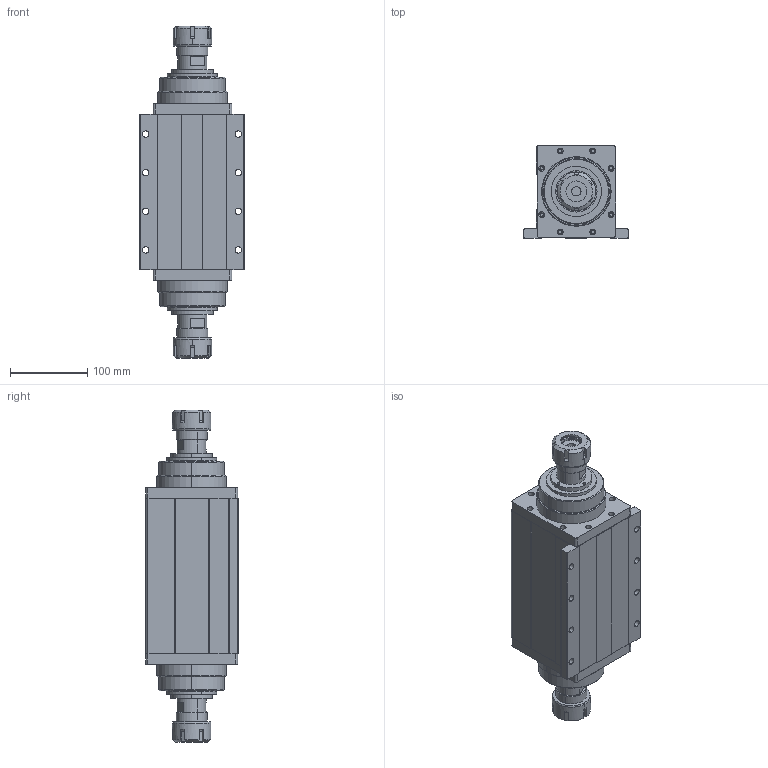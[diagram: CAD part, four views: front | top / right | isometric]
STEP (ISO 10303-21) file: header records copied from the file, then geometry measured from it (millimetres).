
FILE_DESCRIPTION (( 'STEP AP214' ), '1' );
FILE_NAME ('GDF60-18Z-3.STEP', '2021-05-12T00:33:48', ( '萇齟' ), ( '' ), 'SwSTEP 2.0', 'SolidWorks 2018', '' );
FILE_SCHEMA (( 'AUTOMOTIVE_DESIGN' ));
Length unit declared in the file: millimetre
Products named in the file (8): GDF60-18Z-3.5S前螺母; ER32樓綠蹟簽; ER32-12 粟俶芠標; GDF60-18Z-3.5S粣芛; GDF60-18Z-3.5S前倂帽; GDF60-18Z-3.5S儂裔; GDF60-18Z-3.5S儂褲; GDF60-18Z-3
Assembly tree (13 placements, depth 2):
  GDF60-18Z-3
    GDF60-18Z-3.5S儂褲
    GDF60-18Z-3.5S儂裔  x2
    GDF60-18Z-3.5S前螺母  x2
    GDF60-18Z-3.5S前倂帽  x2
    GDF60-18Z-3.5S粣芛  x2
    ER32-12 粟俶芠標  x2
    ER32樓綠蹟簽  x2
Bounding box: 135 x 120 x 430 mm (x, y, z)
Volume: 1750228.5 mm3; surface area: 419080.4 mm2
Topology: 13 solids, 13 shells, 464 faces, 1142 edges, 732 vertices
Faces by surface type: cylinder 216, plane 176, cone 72
Entity records: 9722 total; most frequent: DIRECTION 1690, CARTESIAN_POINT 1684, ORIENTED_EDGE 1544, EDGE_CURVE 772, AXIS2_PLACEMENT_3D 630, VERTEX_POINT 500, LINE 430, VECTOR 430
